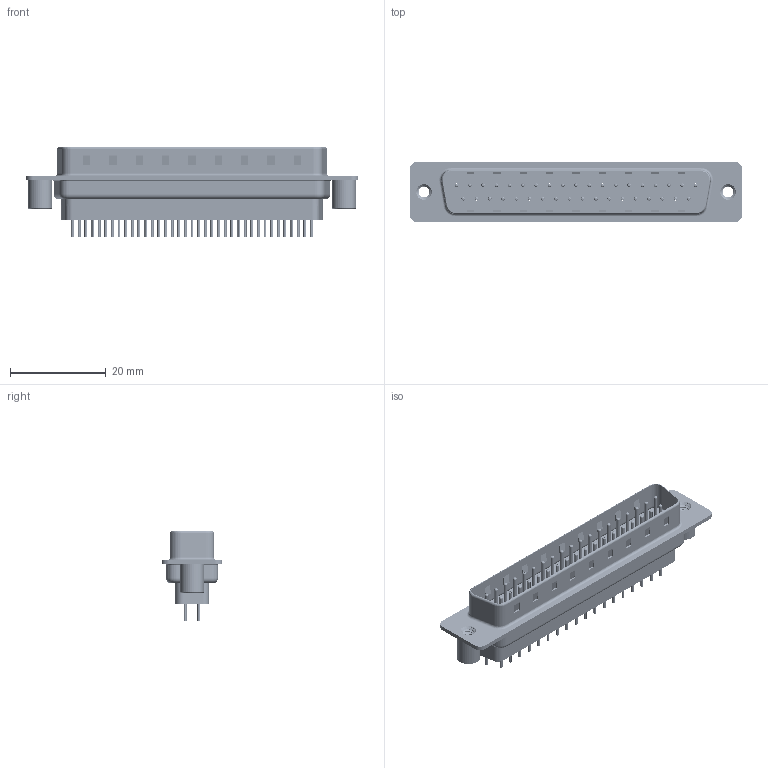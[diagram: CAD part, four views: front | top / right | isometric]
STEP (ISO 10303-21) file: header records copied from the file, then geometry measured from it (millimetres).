
FILE_DESCRIPTION (( 'STEP AP203' ), '1' );
FILE_NAME ('627-037-228-049.STEP', '2020-07-21T17:26:54', ( '' ), ( '' ), 'SwSTEP 2.0', 'SolidWorks 2020', '' );
FILE_SCHEMA (( 'CONFIG_CONTROL_DESIGN' ));
Length unit declared in the file: millimetre
Products named in the file (7): 627 Contact Row 1_28L; 627 4-40 Threaded Standoff BS; 627 Contact Row 2_28L; 627-037-228-049; 627 Shell Front_37 Contacts; 627 Shell Rear_37 Contacts; 627 Housing_37 FF
Assembly tree (42 placements, depth 2):
  627-037-228-049
    627 Housing_37 FF
    627 Shell Front_37 Contacts
    627 Shell Rear_37 Contacts
    627 Contact Row 1_28L  x19
    627 Contact Row 2_28L  x18
    627 4-40 Threaded Standoff BS  x2
Bounding box: 69.3 x 12.6 x 18.8 mm (x, y, z)
Volume: 4652.5 mm3; surface area: 12486 mm2
Topology: 43 solids, 43 shells, 4145 faces, 10879 edges, 6757 vertices
Faces by surface type: cylinder 1609, plane 1097, torus 1049, cone 384, bspline 6
Entity records: 33072 total; most frequent: CARTESIAN_POINT 7253, DIRECTION 5392, ORIENTED_EDGE 4786, EDGE_CURVE 2393, AXIS2_PLACEMENT_3D 2137, VERTEX_POINT 1539, EDGE_LOOP 1232, CIRCLE 1144
